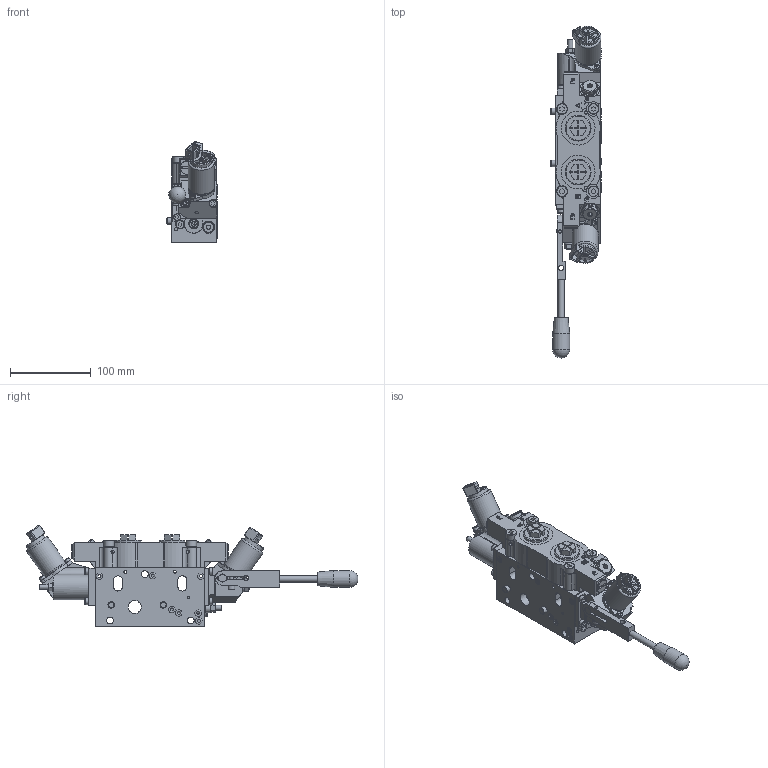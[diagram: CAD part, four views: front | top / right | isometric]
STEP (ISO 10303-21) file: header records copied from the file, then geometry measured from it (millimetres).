
FILE_DESCRIPTION(/* description */ ('Unknown'),/* implementation_level */ '2;1');
FILE_NAME(/* name */ '1620K100012',/* time_stamp */ '2021-02-11T11:27:17+01:00',/* author */ ('Unknown'),/* organization */ ('Unknown'),/* preprocessor_version */ 'ST-DEVELOPER v16.7',/* originating_system */ 'DEX',/* authorisation */ $);
FILE_SCHEMA (('AUTOMOTIVE_DESIGN {1 0 10303 214 3 1 1}'));
Products named in the file (113): 1442112_16KF-SSEBMA6-_6-BFYF_000197951; 1435329_P_VENTILSEKTION 16KF-SS_000195088_oa_0; 1440956_Ventilgehäuse AP16_000190919_oa_1; 1441593_O-Ring Träger 5mm_000191022_oa_2; 1441593_O-Ring Träger 5mm_000191022_oa_3; 1441706_DUESE_000194999_oa_4; 1441734_O-RING_000195083_oa_5; 1441706_DUESE_000194999_oa_6; 1441664_DUESE_000194736_oa_7; 1441813_O-RING_000195037_oa_8; 1441813_O-RING_000195037_oa_9; 1441707_O-RING_000194656; 1441707_O-RING_000194656_oa_10; 1441707_O-RING_000194656_oa_11; 1441731_O-RING_000195000_oa_12; 1441731_O-RING_000195000_oa_13; 1441731_O-RING_000195000_oa_14; 1441731_O-RING_000195000_oa_15; 1441732_O-RING_000195006; 1332274_O-Ring_000151341; 1428617_ZYLINDERSTIFT_000194998; Teil  AAB 4069_oa_16; SK 550- 040 4,0; SK 550- 040 4,0_oa_17; SK 550- 040 4,0_oa_18; SK 550- 040 4,0_oa_19; SK 550- 040 4,0_oa_20; AP-1620-001-007_Stopfen_000190902_oa_21; 1441794_Stopfen_000190910_oa_22; 1441792_Regelkolben MDM_000190912_oa_23; 1441786_Federdeckel_000190898_oa_24; 1441787_Halteplatte MDM_000190901_oa_25; 1441795_Feder_000190914_oa_26; EO Verschluss-Stopfen fuer Einschraubloecher VSTI1_8EDCF_oa_27; 1441734_O-RING_000195083_oa_28; EO Verschluss-Stopfen fuer Einschraubloecher VSTI1_8EDCF_oa_29; mutter  aaa 9493; Ventil  AAB 3149_oa_30; WRVCG-04_oa_31; Ring  AAB 3146_oa_32 ...
Assembly tree (156 placements, depth 4):
  1442112_16KF-SSEBMA6-_6-BFYF_000197951
    1435329_P_VENTILSEKTION 16KF-SS_000195088_oa_0
      1440956_Ventilgehäuse AP16_000190919_oa_1
      1441593_O-Ring Träger 5mm_000191022_oa_2
      1441593_O-Ring Träger 5mm_000191022_oa_3
      1441706_DUESE_000194999_oa_4
      1441734_O-RING_000195083_oa_5
      1441706_DUESE_000194999_oa_6
      1441664_DUESE_000194736_oa_7
      1441813_O-RING_000195037_oa_8
      1441813_O-RING_000195037_oa_9
      1441707_O-RING_000194656  x11
      1441707_O-RING_000194656_oa_10
      1441707_O-RING_000194656_oa_11
      1441731_O-RING_000195000_oa_12
      1441731_O-RING_000195000_oa_13
      1441731_O-RING_000195000_oa_14
      1441731_O-RING_000195000_oa_15
      1441732_O-RING_000195006
      1332274_O-Ring_000151341  x2
      1428617_ZYLINDERSTIFT_000194998  x3
      Teil  AAB 4069_oa_16
      SK 550- 040 4,0  x8
      SK 550- 040 4,0_oa_17
      SK 550- 040 4,0_oa_18
      SK 550- 040 4,0_oa_19
      SK 550- 040 4,0_oa_20
      AP-1620-001-007_Stopfen_000190902_oa_21
      1441794_Stopfen_000190910_oa_22
      1441792_Regelkolben MDM_000190912_oa_23
      1441786_Federdeckel_000190898_oa_24
      1441787_Halteplatte MDM_000190901_oa_25
      1441795_Feder_000190914_oa_26
      EO Verschluss-Stopfen fuer Einschraubloecher VSTI1_8EDCF_oa_27
      1441734_O-RING_000195083_oa_28
      EO Verschluss-Stopfen fuer Einschraubloecher VSTI1_8EDCF_oa_29
      mutter  aaa 9493
      Ventil  AAB 3149_oa_30
        WRVCG-04_oa_31
        Ring  AAB 3146_oa_32
        Ring  AAB 3146_oa_33
        Ring  AAB 3148_oa_34
      1428617_ZYLINDERSTIFT_000195338  x2
      1428617_ZYLINDERSTIFT_000195087_oa_35
      Ventil  AAB 3149_oa_36
        WRVCG-04_oa_37
        Ring  AAB 3146_oa_38
        Ring  AAB 3146_oa_39
        Ring  AAB 3148_oa_40
      1441798_Kegelstopfen_000193366_oa_41
      scheibe  aab 0526
      1441797_ZYLINDERKOPFSCHRAUBE_000195034_oa_42
      1441740_STUETZRING_000195019_oa_43
      1441740_STUETZRING_000195019_oa_44
    1435331_P_HANDHEBELMECHANISMUS AP16 FUER EM … OJ-M_000195106_oa_45
      1441832_Handhebelmechanismus_000190924_oa_46
      1441830_Kugelbolzenhalter_000190921_oa_47
      1441831_Klemmhebel_000190922
      1441833_Hebelstange_000190923
      1441738_O-RING_000195235_oa_48
Bounding box: 62.72 x 411.88 x 125.57 mm (x, y, z)
Volume: 629258.1 mm3; surface area: 252691.2 mm2
Topology: 152 solids, 154 shells, 2367 faces, 5628 edges, 3673 vertices
Faces by surface type: plane 1291, cylinder 679, cone 197, torus 160, bspline 39, sphere 1
Full cylindrical faces by diameter (mm): 1.567 x2, 1.78 x2, 2 x3, 2.5 x18, 2.52 x2, 3 x6, 3.242 x4, 3.36 x2, 3.5 x6, 3.75 x20, 4 x97, 4.134 x5, 4.3 x4, 4.88 x3, 4.917 x7, 5 x15, 5.1 x1, 5.2 x1, 5.3 x5, 6 x7, 6.2 x2, 6.3 x1, 6.647 x3, 6.7 x1, 7 x4, 7.2 x1, 7.5 x1, 7.8 x13, 7.86 x2, 8 x13
Entity records: 68201 total; most frequent: CARTESIAN_POINT 14536, DIRECTION 9500, ORIENTED_EDGE 8272, EDGE_CURVE 4136, AXIS2_PLACEMENT_3D 3583, VERTEX_POINT 3018, FACE_BOUND 2958, EDGE_LOOP 2917
